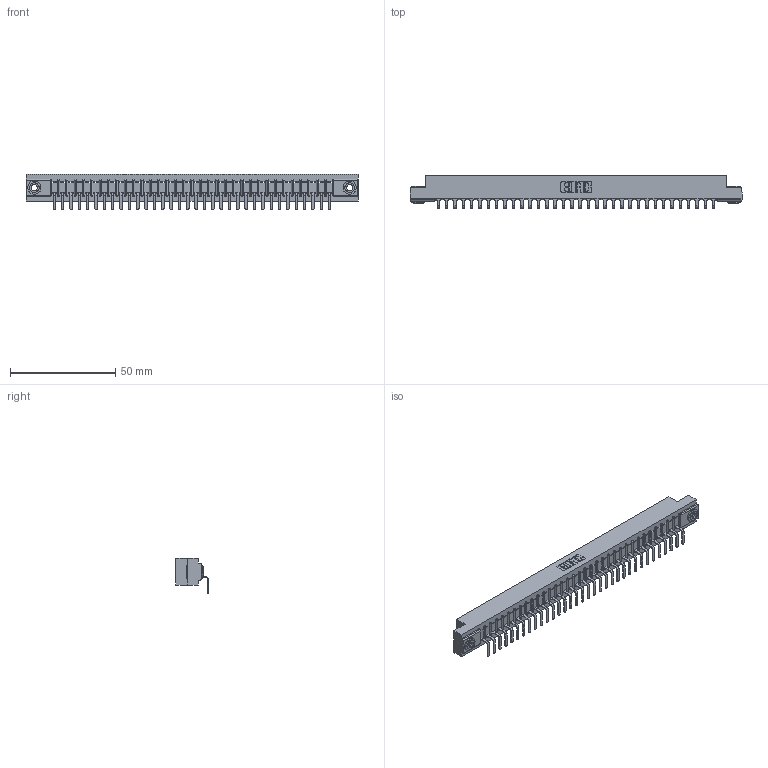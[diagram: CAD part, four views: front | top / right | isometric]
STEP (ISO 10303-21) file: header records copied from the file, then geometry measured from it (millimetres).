
FILE_DESCRIPTION (( 'STEP AP203' ), '1' );
FILE_NAME ('307-034-559-103.STEP', '2019-09-05T16:44:49', ( '' ), ( '' ), 'SwSTEP 2.0', 'SolidWorks 2016', '' );
FILE_SCHEMA (( 'CONFIG_CONTROL_DESIGN' ));
Length unit declared in the file: inch
Products named in the file (4): 307-290-001_558 559 - 1 (Single); 345-250-002_345-250-002-102; 307 Part_.156 Dia Mounting Holes; 307-034-559-103
Assembly tree (37 placements, depth 2):
  307-034-559-103
    307 Part_.156 Dia Mounting Holes
    307-290-001_558 559 - 1 (Single)  x34
    345-250-002_345-250-002-102  x2
Bounding box: 157.73 x 15.46 x 16.8 mm (x, y, z)
Volume: 16372 mm3; surface area: 17739.9 mm2
Topology: 37 solids, 37 shells, 2245 faces, 6351 edges, 4090 vertices
Faces by surface type: plane 1420, cylinder 747, sphere 70, cone 8
Entity records: 31303 total; most frequent: CARTESIAN_POINT 5249, ORIENTED_EDGE 5226, DIRECTION 5125, EDGE_CURVE 2613, VECTOR 1993, LINE 1993, VERTEX_POINT 1690, AXIS2_PLACEMENT_3D 1566
